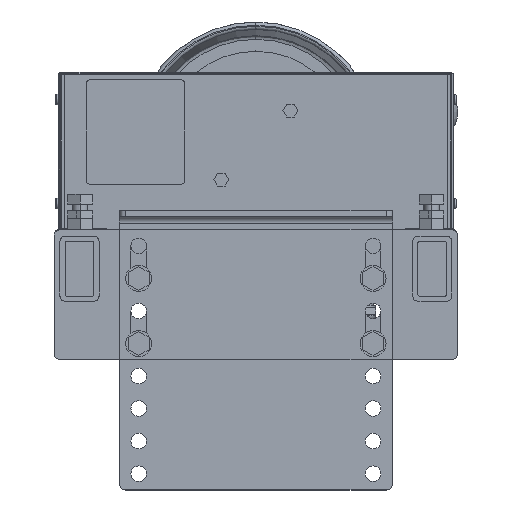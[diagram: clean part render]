
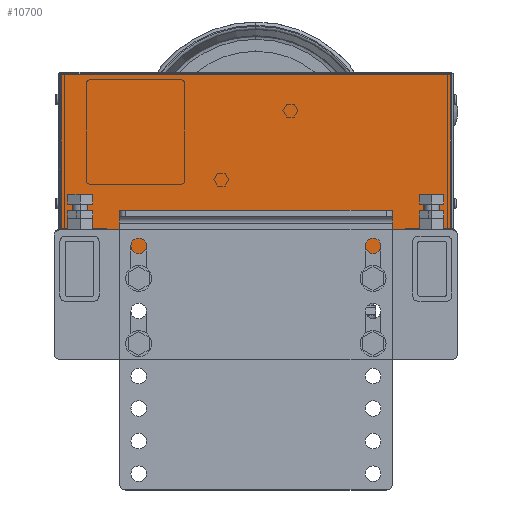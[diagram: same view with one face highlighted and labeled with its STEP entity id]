
A CAD part, left-side view. The second image highlights one B-rep face of the part: STEP entity #10700.
In plain terms, the highlighted face is planar.
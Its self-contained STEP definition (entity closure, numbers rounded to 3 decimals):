
#9782=CARTESIAN_POINT('',(-56.0,-33.5,-0.5));
#9783=VERTEX_POINT('',#9782);
#9784=CARTESIAN_POINT('',(-54.0,-35.5,-0.5));
#9785=VERTEX_POINT('',#9784);
#9786=CARTESIAN_POINT('',(-56.0,-35.5,-0.5));
#9787=DIRECTION('',(0.0,0.0,-1.));
#9788=DIRECTION('',(0.707,0.707,0.0));
#9789=AXIS2_PLACEMENT_3D('',#9786,#9787,#9788);
#9790=CIRCLE('',#9789,2.);
#9791=EDGE_CURVE('',#9783,#9785,#9790,.T.);
#9825=CARTESIAN_POINT('',(-54.0,-84.5,-0.5));
#9826=VERTEX_POINT('',#9825);
#9827=CARTESIAN_POINT('',(-54.0,-84.5,-0.5));
#9828=DIRECTION('',(0.0,1.0,0.0));
#9829=VECTOR('',#9828,49.0);
#9830=LINE('',#9827,#9829);
#9831=EDGE_CURVE('',#9826,#9785,#9830,.T.);
#9946=CARTESIAN_POINT('',(-89.5,-33.5,-0.5));
#9947=VERTEX_POINT('',#9946);
#9955=CARTESIAN_POINT('',(-56.0,-33.5,-0.5));
#9956=DIRECTION('',(-1.0,0.0,0.0));
#9957=VECTOR('',#9956,33.5);
#9958=LINE('',#9955,#9957);
#9959=EDGE_CURVE('',#9783,#9947,#9958,.T.);
#10393=CARTESIAN_POINT('',(176.0,-33.5,-0.5));
#10394=VERTEX_POINT('',#10393);
#10401=CARTESIAN_POINT('',(209.5,-33.5,-0.5));
#10402=VERTEX_POINT('',#10401);
#10403=CARTESIAN_POINT('',(209.5,-33.5,-0.5));
#10404=DIRECTION('',(-1.0,0.0,0.0));
#10405=VECTOR('',#10404,33.5);
#10406=LINE('',#10403,#10405);
#10407=EDGE_CURVE('',#10402,#10394,#10406,.T.);
#10425=CARTESIAN_POINT('',(174.0,-35.5,-0.5));
#10426=VERTEX_POINT('',#10425);
#10427=CARTESIAN_POINT('',(176.0,-35.5,-0.5));
#10428=DIRECTION('',(0.0,0.0,-1.));
#10429=DIRECTION('',(-0.707,0.707,0.0));
#10430=AXIS2_PLACEMENT_3D('',#10427,#10428,#10429);
#10431=CIRCLE('',#10430,2.);
#10432=EDGE_CURVE('',#10426,#10394,#10431,.T.);
#10607=CARTESIAN_POINT('',(209.5,84.5,-0.5));
#10608=VERTEX_POINT('',#10607);
#10616=CARTESIAN_POINT('',(-89.5,84.5,-0.5));
#10617=VERTEX_POINT('',#10616);
#10618=CARTESIAN_POINT('',(209.5,84.5,-0.5));
#10619=DIRECTION('',(-1.0,0.0,0.0));
#10620=VECTOR('',#10619,299.);
#10621=LINE('',#10618,#10620);
#10622=EDGE_CURVE('',#10608,#10617,#10621,.T.);
#10648=CARTESIAN_POINT('',(-89.5,84.5,-0.5));
#10649=DIRECTION('',(0.0,-1.0,0.0));
#10650=VECTOR('',#10649,118.0);
#10651=LINE('',#10648,#10650);
#10652=EDGE_CURVE('',#10617,#9947,#10651,.T.);
#10666=CARTESIAN_POINT('',(60.,4.021,-0.5));
#10667=DIRECTION('',(0.0,0.0,1.0));
#10668=DIRECTION('',(1.0,0.0,0.0));
#10669=AXIS2_PLACEMENT_3D('',#10666,#10667,#10668);
#10670=PLANE('',#10669);
#10671=ORIENTED_EDGE('',*,*,#10622,.F.);
#10672=CARTESIAN_POINT('',(209.5,-33.5,-0.5));
#10673=DIRECTION('',(0.0,1.0,0.0));
#10674=VECTOR('',#10673,118.0);
#10675=LINE('',#10672,#10674);
#10676=EDGE_CURVE('',#10402,#10608,#10675,.T.);
#10677=ORIENTED_EDGE('',*,*,#10676,.F.);
#10678=ORIENTED_EDGE('',*,*,#10407,.T.);
#10679=ORIENTED_EDGE('',*,*,#10432,.F.);
#10680=CARTESIAN_POINT('',(174.0,-84.5,-0.5));
#10681=VERTEX_POINT('',#10680);
#10682=CARTESIAN_POINT('',(174.0,-35.5,-0.5));
#10683=DIRECTION('',(0.0,-1.0,0.0));
#10684=VECTOR('',#10683,49.);
#10685=LINE('',#10682,#10684);
#10686=EDGE_CURVE('',#10426,#10681,#10685,.T.);
#10687=ORIENTED_EDGE('',*,*,#10686,.T.);
#10688=CARTESIAN_POINT('',(-54.0,-84.5,-0.5));
#10689=DIRECTION('',(1.0,0.0,0.0));
#10690=VECTOR('',#10689,228.0);
#10691=LINE('',#10688,#10690);
#10692=EDGE_CURVE('',#9826,#10681,#10691,.T.);
#10693=ORIENTED_EDGE('',*,*,#10692,.F.);
#10694=ORIENTED_EDGE('',*,*,#9831,.T.);
#10695=ORIENTED_EDGE('',*,*,#9791,.F.);
#10696=ORIENTED_EDGE('',*,*,#9959,.T.);
#10697=ORIENTED_EDGE('',*,*,#10652,.F.);
#10698=EDGE_LOOP('',(#10671,#10677,#10678,#10679,#10687,#10693,#10694,#10695,#10696,#10697));
#10699=FACE_OUTER_BOUND('',#10698,.T.);
#10700=ADVANCED_FACE('',(#10699),#10670,.F.);
